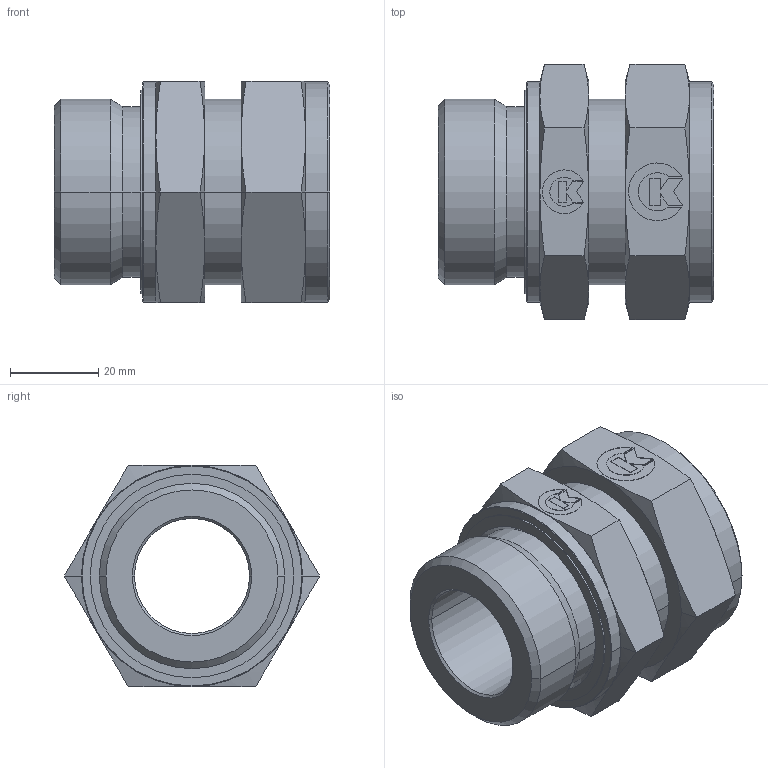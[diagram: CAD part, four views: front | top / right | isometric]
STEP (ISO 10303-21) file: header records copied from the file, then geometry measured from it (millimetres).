
FILE_DESCRIPTION( ( '' ), '1' );
FILE_NAME( '116355445.stp', '2012-08-13T13:05:55', ( '' ), ( '' ), ' ', ' ', ' ' );
FILE_SCHEMA( ( 'CONFIG_CONTROL_DESIGN' ) );
Length unit declared in the file: millimetre
Products named in the file (2): 1; 2
Bounding box: 62.3 x 57.73 x 50 mm (x, y, z)
Volume: 70669.6 mm3; surface area: 24308.7 mm2
Topology: 2 solids, 3 shells, 182 faces, 428 edges, 268 vertices
Faces by surface type: plane 86, cone 56, cylinder 34, torus 6
Entity records: 5232 total; most frequent: CARTESIAN_POINT 976, DIRECTION 894, ORIENTED_EDGE 856, EDGE_CURVE 428, AXIS2_PLACEMENT_3D 330, VERTEX_POINT 268, LINE 234, VECTOR 234
